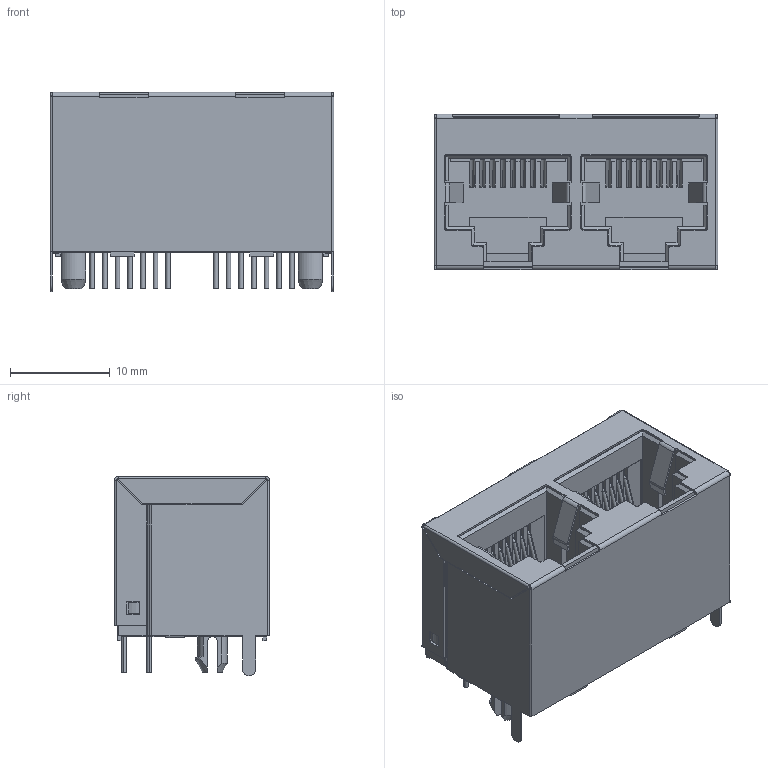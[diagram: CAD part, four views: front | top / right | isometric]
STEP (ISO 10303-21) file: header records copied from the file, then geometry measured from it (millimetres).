
FILE_DESCRIPTION((''),'2;1');
FILE_NAME('DGKYD52241288GWA1D4Y1022_ASM','2019-11-27T19:17:58',('Administrator'),(''),'CREO PARAMETRIC BY PTC INC, 2018400','CREO PARAMETRIC BY PTC INC, 2018400','');
FILE_SCHEMA(('CONFIG_CONTROL_DESIGN'));
Length unit declared in the file: millimetre
Products named in the file (4): 522412-022-TONG; 522412-022-SU; CAX; DGKYD52241288GWA1D4Y1022_ASM
Assembly tree (4 placements, depth 2):
  DGKYD52241288GWA1D4Y1022_ASM
    522412-022-TONG
    522412-022-SU
    CAX  x2
Bounding box: 28.5 x 15.6 x 20 mm (x, y, z)
Volume: 3485.2 mm3; surface area: 10236.2 mm2
Topology: 14 solids, 16 shells, 1188 faces, 3168 edges, 1964 vertices
Faces by surface type: plane 814, cylinder 250, torus 64, bspline 54, cone 6
Entity records: 29412 total; most frequent: CARTESIAN_POINT 7080, ORIENTED_EDGE 4766, DIRECTION 4436, EDGE_CURVE 2385, VECTOR 1876, LINE 1876, VERTEX_POINT 1475, AXIS2_PLACEMENT_3D 1280
